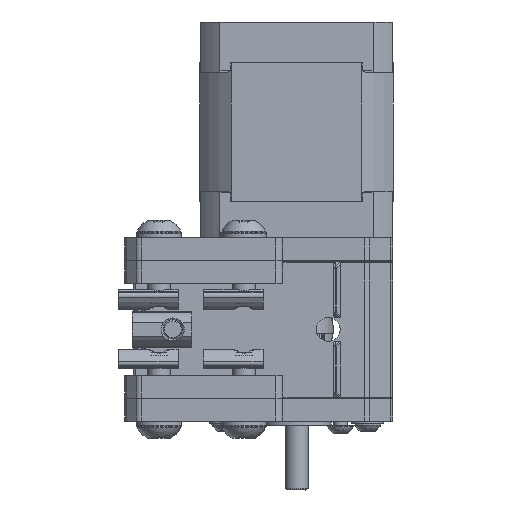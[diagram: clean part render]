
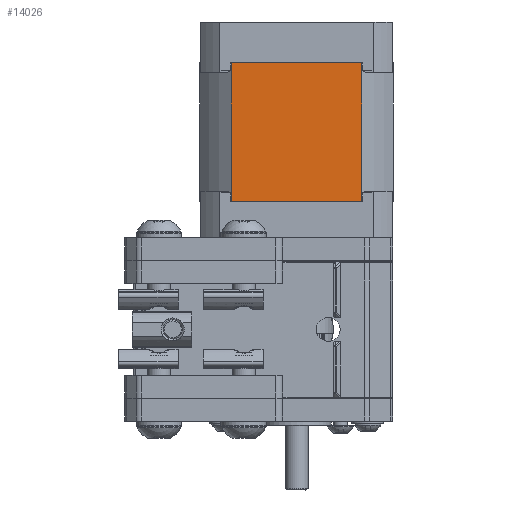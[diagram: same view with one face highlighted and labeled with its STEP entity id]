
A CAD part, left-side view. The second image highlights one B-rep face of the part: STEP entity #14026.
In plain terms, the highlighted face is planar.
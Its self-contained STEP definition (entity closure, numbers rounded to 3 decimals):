
#2824=FACE_OUTER_BOUND('',#3729,.T.);
#3729=EDGE_LOOP('',(#12541,#12542,#12543,#12544,#12545,#12546,#12547,#12548,
#12549,#12550,#12551,#12552));
#4681=LINE('',#25891,#5722);
#4687=LINE('',#25921,#5728);
#4699=LINE('',#25959,#5740);
#4701=LINE('',#25964,#5742);
#4703=LINE('',#25970,#5744);
#4761=LINE('',#26176,#5802);
#4762=LINE('',#26181,#5803);
#4763=LINE('',#26185,#5804);
#4765=LINE('',#26193,#5806);
#4767=LINE('',#26197,#5808);
#4768=LINE('',#26199,#5809);
#4777=LINE('',#26230,#5818);
#5722=VECTOR('',#19852,5.724);
#5728=VECTOR('',#19876,30.2);
#5740=VECTOR('',#19916,0.1);
#5742=VECTOR('',#19920,5.724);
#5744=VECTOR('',#19926,0.1);
#5802=VECTOR('',#20124,30.2);
#5803=VECTOR('',#20131,17.012);
#5804=VECTOR('',#20136,0.1);
#5806=VECTOR('',#20142,0.1);
#5808=VECTOR('',#20148,5.724);
#5809=VECTOR('',#20151,5.724);
#5818=VECTOR('',#20186,17.012);
#6938=VERTEX_POINT('',#25888);
#6939=VERTEX_POINT('',#25890);
#6948=VERTEX_POINT('',#25920);
#6960=VERTEX_POINT('',#25957);
#6962=VERTEX_POINT('',#25963);
#6964=VERTEX_POINT('',#25969);
#7029=VERTEX_POINT('',#26173);
#7030=VERTEX_POINT('',#26175);
#7031=VERTEX_POINT('',#26179);
#7032=VERTEX_POINT('',#26183);
#7035=VERTEX_POINT('',#26190);
#7036=VERTEX_POINT('',#26192);
#8756=EDGE_CURVE('',#6938,#6939,#4681,.T.);
#8769=EDGE_CURVE('',#6939,#6948,#4687,.T.);
#8789=EDGE_CURVE('',#6938,#6960,#4699,.T.);
#8791=EDGE_CURVE('',#6948,#6962,#4701,.T.);
#8794=EDGE_CURVE('',#6964,#6962,#4703,.T.);
#8891=EDGE_CURVE('',#7030,#7029,#4761,.T.);
#8894=EDGE_CURVE('',#6960,#7031,#4762,.T.);
#8896=EDGE_CURVE('',#7031,#7032,#4763,.T.);
#8899=EDGE_CURVE('',#7036,#7035,#4765,.T.);
#8902=EDGE_CURVE('',#7029,#7036,#4767,.T.);
#8903=EDGE_CURVE('',#7032,#7030,#4768,.T.);
#8918=EDGE_CURVE('',#7035,#6964,#4777,.T.);
#12541=ORIENTED_EDGE('',*,*,#8894,.T.);
#12542=ORIENTED_EDGE('',*,*,#8896,.T.);
#12543=ORIENTED_EDGE('',*,*,#8903,.T.);
#12544=ORIENTED_EDGE('',*,*,#8891,.T.);
#12545=ORIENTED_EDGE('',*,*,#8902,.T.);
#12546=ORIENTED_EDGE('',*,*,#8899,.T.);
#12547=ORIENTED_EDGE('',*,*,#8918,.T.);
#12548=ORIENTED_EDGE('',*,*,#8794,.T.);
#12549=ORIENTED_EDGE('',*,*,#8791,.F.);
#12550=ORIENTED_EDGE('',*,*,#8769,.F.);
#12551=ORIENTED_EDGE('',*,*,#8756,.F.);
#12552=ORIENTED_EDGE('',*,*,#8789,.T.);
#13260=PLANE('',#15927);
#14026=ADVANCED_FACE('',(#2824),#13260,.T.);
#15927=AXIS2_PLACEMENT_3D('',#26229,#20184,#20185);
#19852=DIRECTION('',(0.,1.,0.));
#19876=DIRECTION('',(0.,0.,-1.));
#19916=DIRECTION('',(0.,0.,1.));
#19920=DIRECTION('',(0.,-1.,0.));
#19926=DIRECTION('',(0.,0.,1.));
#20124=DIRECTION('',(0.,0.,-1.));
#20131=DIRECTION('',(0.,-1.,0.));
#20136=DIRECTION('',(0.,0.,-1.));
#20142=DIRECTION('',(0.,0.,-1.));
#20148=DIRECTION('',(0.,1.,0.));
#20151=DIRECTION('',(0.,-1.,0.));
#20184=DIRECTION('center_axis',(1.,0.,0.));
#20185=DIRECTION('ref_axis',(0.,0.,
-1.));
#20186=DIRECTION('',(0.,1.,0.));
#25888=CARTESIAN_POINT('',(21.1,8.506,10.66));
#25890=CARTESIAN_POINT('',(21.1,14.23,10.66));
#25891=CARTESIAN_POINT('',(21.1,8.506,10.66));
#25920=CARTESIAN_POINT('',(21.1,14.23,-19.54));
#25921=CARTESIAN_POINT('',(21.1,14.23,10.66));
#25957=CARTESIAN_POINT('',(21.1,8.506,10.76));
#25959=CARTESIAN_POINT('',(21.1,8.506,10.66));
#25963=CARTESIAN_POINT('',(21.1,8.506,-19.54));
#25964=CARTESIAN_POINT('',(21.1,14.23,-19.54));
#25969=CARTESIAN_POINT('',(21.1,8.506,-19.64));
#25970=CARTESIAN_POINT('',(21.1,8.506,-19.64));
#26173=CARTESIAN_POINT('',(21.1,-14.23,-19.54));
#26175=CARTESIAN_POINT('',(21.1,-14.23,10.66));
#26176=CARTESIAN_POINT('',(21.1,-14.23,10.66));
#26179=CARTESIAN_POINT('',(21.1,-8.506,10.76));
#26181=CARTESIAN_POINT('',(21.1,8.506,10.76));
#26183=CARTESIAN_POINT('',(21.1,-8.506,10.66));
#26185=CARTESIAN_POINT('',(21.1,-8.506,10.76));
#26190=CARTESIAN_POINT('',(21.1,-8.506,-19.64));
#26192=CARTESIAN_POINT('',(21.1,-8.506,-19.54));
#26193=CARTESIAN_POINT('',(21.1,-8.506,-19.54));
#26197=CARTESIAN_POINT('',(21.1,-14.23,-19.54));
#26199=CARTESIAN_POINT('',(21.1,-8.506,10.66));
#26229=CARTESIAN_POINT('Origin',(21.1,-14.231,10.761));
#26230=CARTESIAN_POINT('',(21.1,-8.506,-19.64));
